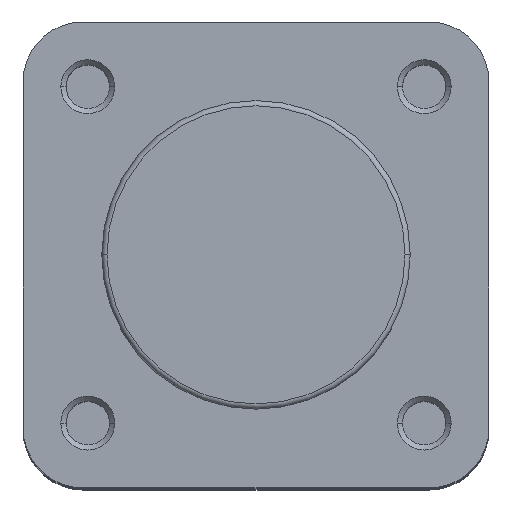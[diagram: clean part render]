
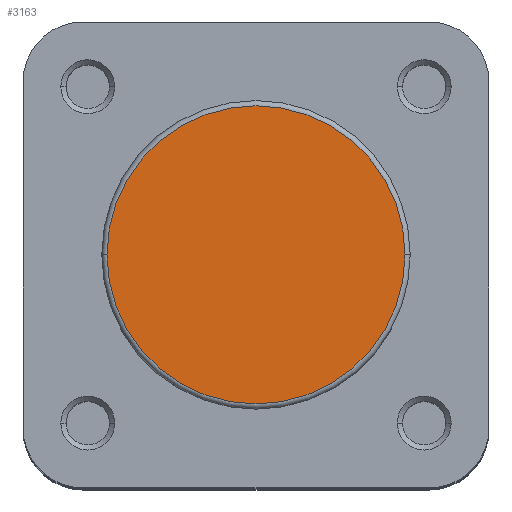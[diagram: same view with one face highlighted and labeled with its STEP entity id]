
A CAD part, top view. The second image highlights one B-rep face of the part: STEP entity #3163.
In plain terms, the highlighted planar face has unit normal (0, 0, 1).
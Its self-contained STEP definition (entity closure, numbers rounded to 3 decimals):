
#77 = CIRCLE ( 'NONE', #1213, 14.4 ) ;
#443 = AXIS2_PLACEMENT_3D ( 'NONE', #4419, #4438, #4439 ) ;
#793 = ORIENTED_EDGE ( 'NONE', *, *, #1357, .T. ) ;
#794 = ORIENTED_EDGE ( 'NONE', *, *, #985, .T. ) ;
#985 = EDGE_CURVE ( 'NONE', #4758, #4773, #77, .T. ) ;
#1213 = AXIS2_PLACEMENT_3D ( 'NONE', #2568, #2250, #2406 ) ;
#1357 = EDGE_CURVE ( 'NONE', #4773, #4758, #3575, .T. ) ;
#1569 = AXIS2_PLACEMENT_3D ( 'NONE', #2676, #2661, #2705 ) ;
#2021 = EDGE_LOOP ( 'NONE', ( #793, #794 ) ) ;
#2250 = DIRECTION ( 'NONE',  ( 0., 0., 1. ) ) ;
#2406 = DIRECTION ( 'NONE',  ( -1., 0., 0. ) ) ;
#2568 = CARTESIAN_POINT ( 'NONE',  ( 0., 0., 0. ) ) ;
#2661 = DIRECTION ( 'NONE',  ( 0., 0., 1. ) ) ;
#2676 = CARTESIAN_POINT ( 'NONE',  ( 0., 0., 0. ) ) ;
#2705 = DIRECTION ( 'NONE',  ( -1., 0., 0. ) ) ;
#3163 = ADVANCED_FACE ( 'NONE', ( #3995 ), #4431, .F. ) ;
#3575 = CIRCLE ( 'NONE', #1569, 14.4 ) ;
#3995 = FACE_OUTER_BOUND ( 'NONE', #2021, .T. ) ;
#4419 = CARTESIAN_POINT ( 'NONE',  ( 0., 14.9, 0. ) ) ;
#4431 = PLANE ( 'NONE',  #443 ) ;
#4438 = DIRECTION ( 'NONE',  ( 0., 0., -1. ) ) ;
#4439 = DIRECTION ( 'NONE',  ( -1., 0., 0. ) ) ;
#4532 = CARTESIAN_POINT ( 'NONE',  ( 14.4, 0., 0. ) ) ;
#4547 = CARTESIAN_POINT ( 'NONE',  ( -14.4, 0., 0. ) ) ;
#4758 = VERTEX_POINT ( 'NONE', #4532 ) ;
#4773 = VERTEX_POINT ( 'NONE', #4547 ) ;
